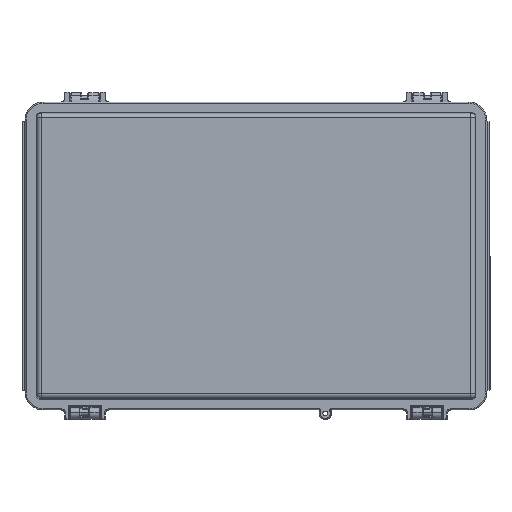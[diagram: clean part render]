
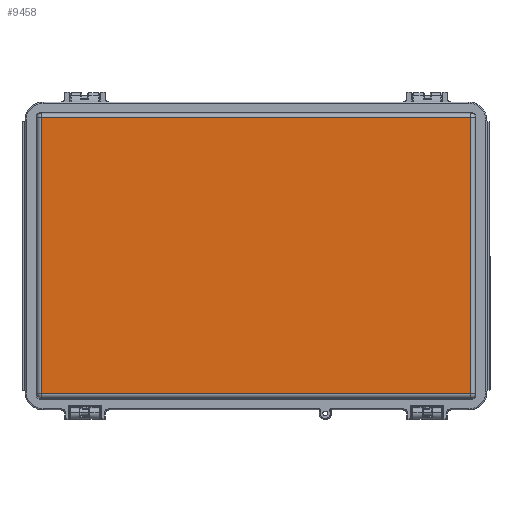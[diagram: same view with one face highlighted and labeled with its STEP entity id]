
A CAD part, top view. The second image highlights one B-rep face of the part: STEP entity #9458.
In plain terms, the highlighted planar face has unit normal (0, 0, 1).
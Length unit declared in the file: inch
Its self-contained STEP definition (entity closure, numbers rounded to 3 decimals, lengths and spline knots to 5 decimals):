
#155 = VERTEX_POINT ( 'NONE', #15117 ) ;
#162 = VERTEX_POINT ( 'NONE', #15124 ) ;
#163 = VERTEX_POINT ( 'NONE', #15125 ) ;
#164 = VERTEX_POINT ( 'NONE', #15126 ) ;
#6117 = LINE ( 'NONE', #6118, #6601 ) ;
#6118 = CARTESIAN_POINT ( 'NONE',  ( 5.69357, -3.58262, 1.201 ) ) ;
#6119 = DIRECTION ( 'NONE',  ( 1., 0., 0. ) ) ;
#6120 = LINE ( 'NONE', #6121, #6602 ) ;
#6121 = CARTESIAN_POINT ( 'NONE',  ( -5.57762, -3.69857, 1.201 ) ) ;
#6122 = DIRECTION ( 'NONE',  ( 0., -1., 0. ) ) ;
#6123 = LINE ( 'NONE', #6124, #6603 ) ;
#6124 = CARTESIAN_POINT ( 'NONE',  ( 5.57762, 3.69857, 1.201 ) ) ;
#6125 = DIRECTION ( 'NONE',  ( 0., 1., 0. ) ) ;
#6126 = LINE ( 'NONE', #6127, #6605 ) ;
#6127 = CARTESIAN_POINT ( 'NONE',  ( -5.69357, 3.58262, 1.201 ) ) ;
#6128 = DIRECTION ( 'NONE',  ( -1., 0., 0. ) ) ;
#6601 = VECTOR ( 'NONE', #6119, 39.37008 ) ;
#6602 = VECTOR ( 'NONE', #6122, 39.37008 ) ;
#6603 = VECTOR ( 'NONE', #6125, 39.37008 ) ;
#6605 = VECTOR ( 'NONE', #6128, 39.37008 ) ;
#9458 = ADVANCED_FACE ( 'NONE', ( #23799 ), #23368, .T. ) ;
#11690 = EDGE_LOOP ( 'NONE', ( #13719, #13721, #13720, #13722 ) ) ;
#13719 = ORIENTED_EDGE ( 'NONE', *, *, #17762, .T. ) ;
#13720 = ORIENTED_EDGE ( 'NONE', *, *, #17763, .T. ) ;
#13721 = ORIENTED_EDGE ( 'NONE', *, *, #17761, .T. ) ;
#13722 = ORIENTED_EDGE ( 'NONE', *, *, #17764, .T. ) ;
#15117 = CARTESIAN_POINT ( 'NONE',  ( -5.57762, 3.58262, 1.201 ) ) ;
#15124 = CARTESIAN_POINT ( 'NONE',  ( 5.57762, 3.58262, 1.201 ) ) ;
#15125 = CARTESIAN_POINT ( 'NONE',  ( 5.57762, -3.58262, 1.201 ) ) ;
#15126 = CARTESIAN_POINT ( 'NONE',  ( -5.57762, -3.58262, 1.201 ) ) ;
#17761 = EDGE_CURVE ( 'NONE', #164, #163, #6117, .T. ) ;
#17762 = EDGE_CURVE ( 'NONE', #155, #164, #6120, .T. ) ;
#17763 = EDGE_CURVE ( 'NONE', #163, #162, #6123, .T. ) ;
#17764 = EDGE_CURVE ( 'NONE', #162, #155, #6126, .T. ) ;
#23368 = PLANE ( 'NONE',  #23802 ) ;
#23369 = CARTESIAN_POINT ( 'NONE',  ( 0., 0., 1.201 ) ) ;
#23370 = DIRECTION ( 'NONE',  ( 0., 0., 1. ) ) ;
#23371 = DIRECTION ( 'NONE',  ( 1., 0., 0. ) ) ;
#23799 = FACE_OUTER_BOUND ( 'NONE', #11690, .T. ) ;
#23802 = AXIS2_PLACEMENT_3D ( 'NONE', #23369, #23370, #23371 ) ;
